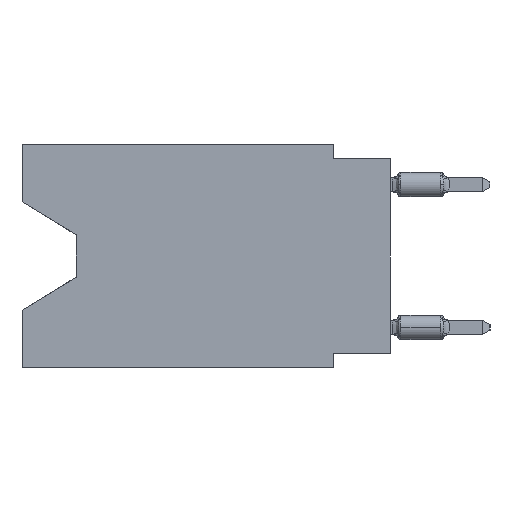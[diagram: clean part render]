
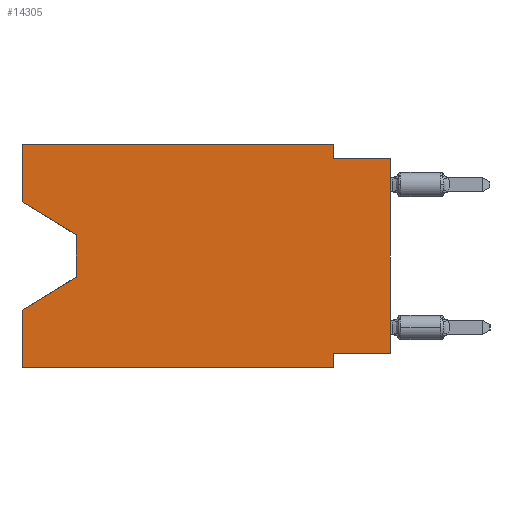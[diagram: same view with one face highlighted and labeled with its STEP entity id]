
A CAD part, left-side view. The second image highlights one B-rep face of the part: STEP entity #14305.
In plain terms, the highlighted planar face has unit normal (-1, 0, 0).
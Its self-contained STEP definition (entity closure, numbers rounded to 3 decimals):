
#75 = ORIENTED_EDGE ( 'NONE', *, *, #20636, .T. ) ;
#747 = LINE ( 'NONE', #6143, #11712 ) ;
#773 = VECTOR ( 'NONE', #4803, 1000. ) ;
#1010 = CARTESIAN_POINT ( 'NONE',  ( 0., 13.97, -5.893 ) ) ;
#1405 = VECTOR ( 'NONE', #17339, 1000. ) ;
#1736 = VERTEX_POINT ( 'NONE', #3475 ) ;
#1767 = DIRECTION ( 'NONE',  ( 0., 0., 1. ) ) ;
#1817 = LINE ( 'NONE', #5037, #20536 ) ;
#2196 = VERTEX_POINT ( 'NONE', #21349 ) ;
#3173 = ORIENTED_EDGE ( 'NONE', *, *, #6338, .F. ) ;
#3283 = LINE ( 'NONE', #10293, #1405 ) ;
#3391 = CARTESIAN_POINT ( 'NONE',  ( 0., 16.383, 0. ) ) ;
#3475 = CARTESIAN_POINT ( 'NONE',  ( 0., 16.383, -2.546 ) ) ;
#3653 = VECTOR ( 'NONE', #15234, 1000. ) ;
#3680 = VERTEX_POINT ( 'NONE', #16709 ) ;
#3858 = EDGE_CURVE ( 'NONE', #22608, #17191, #1817, .T. ) ;
#3913 = AXIS2_PLACEMENT_3D ( 'NONE', #3956, #9352, #16400 ) ;
#3956 = CARTESIAN_POINT ( 'NONE',  ( 0., 16.383, 0. ) ) ;
#4087 = DIRECTION ( 'NONE',  ( 0., -0.855, -0.519 ) ) ;
#4251 = VECTOR ( 'NONE', #11256, 1000. ) ;
#4300 = CARTESIAN_POINT ( 'NONE',  ( 0., 0., -9.271 ) ) ;
#4320 = ORIENTED_EDGE ( 'NONE', *, *, #10093, .T. ) ;
#4803 = DIRECTION ( 'NONE',  ( 0., -1., 0. ) ) ;
#5037 = CARTESIAN_POINT ( 'NONE',  ( 0., 0., -9.271 ) ) ;
#5104 = CARTESIAN_POINT ( 'NONE',  ( 0., 2.54, -0.635 ) ) ;
#5816 = CARTESIAN_POINT ( 'NONE',  ( 0., 13.97, -5.893 ) ) ;
#5914 = ORIENTED_EDGE ( 'NONE', *, *, #20146, .F. ) ;
#6143 = CARTESIAN_POINT ( 'NONE',  ( 0., 16.383, -2.546 ) ) ;
#6338 = EDGE_CURVE ( 'NONE', #1736, #3680, #21894, .T. ) ;
#6913 = ORIENTED_EDGE ( 'NONE', *, *, #17119, .T. ) ;
#6948 = LINE ( 'NONE', #10392, #10155 ) ;
#7130 = ORIENTED_EDGE ( 'NONE', *, *, #13474, .T. ) ;
#7241 = VECTOR ( 'NONE', #16925, 1000. ) ;
#7477 = CARTESIAN_POINT ( 'NONE',  ( 0., 2.54, 0. ) ) ;
#7649 = CARTESIAN_POINT ( 'NONE',  ( 0., 2.54, -9.271 ) ) ;
#7676 = VECTOR ( 'NONE', #1767, 1000. ) ;
#8149 = LINE ( 'NONE', #8256, #16032 ) ;
#8256 = CARTESIAN_POINT ( 'NONE',  ( 0., 2.54, -9.906 ) ) ;
#8369 = LINE ( 'NONE', #15293, #773 ) ;
#8670 = VERTEX_POINT ( 'NONE', #5816 ) ;
#9352 = DIRECTION ( 'NONE',  ( 1., 0., 0. ) ) ;
#10093 = EDGE_CURVE ( 'NONE', #22608, #2196, #3283, .T. ) ;
#10131 = CARTESIAN_POINT ( 'NONE',  ( 0., 16.383, -9.906 ) ) ;
#10155 = VECTOR ( 'NONE', #12592, 1000. ) ;
#10293 = CARTESIAN_POINT ( 'NONE',  ( 0., 0., 0. ) ) ;
#10392 = CARTESIAN_POINT ( 'NONE',  ( 0., 16.383, 0. ) ) ;
#10602 = CARTESIAN_POINT ( 'NONE',  ( 0., 2.54, -9.906 ) ) ;
#10756 = DIRECTION ( 'NONE',  ( 0., 0., 1. ) ) ;
#10766 = VERTEX_POINT ( 'NONE', #11841 ) ;
#10848 = ORIENTED_EDGE ( 'NONE', *, *, #13520, .F. ) ;
#11195 = FACE_OUTER_BOUND ( 'NONE', #18616, .T. ) ;
#11214 = VECTOR ( 'NONE', #10756, 1000. ) ;
#11256 = DIRECTION ( 'NONE',  ( 0., 0., -1. ) ) ;
#11563 = ORIENTED_EDGE ( 'NONE', *, *, #13765, .F. ) ;
#11592 = VERTEX_POINT ( 'NONE', #10602 ) ;
#11712 = VECTOR ( 'NONE', #4087, 1000. ) ;
#11841 = CARTESIAN_POINT ( 'NONE',  ( 0., 16.383, -7.36 ) ) ;
#11873 = LINE ( 'NONE', #10131, #3653 ) ;
#11996 = ORIENTED_EDGE ( 'NONE', *, *, #12271, .F. ) ;
#12271 = EDGE_CURVE ( 'NONE', #15314, #2196, #8369, .T. ) ;
#12390 = CARTESIAN_POINT ( 'NONE',  ( 0., 2.54, 0. ) ) ;
#12489 = CARTESIAN_POINT ( 'NONE',  ( 0., 16.383, 0. ) ) ;
#12511 = DIRECTION ( 'NONE',  ( 0., 0., -1. ) ) ;
#12592 = DIRECTION ( 'NONE',  ( 0., -1., 0. ) ) ;
#13437 = ORIENTED_EDGE ( 'NONE', *, *, #18747, .T. ) ;
#13467 = ORIENTED_EDGE ( 'NONE', *, *, #22570, .F. ) ;
#13474 = EDGE_CURVE ( 'NONE', #21345, #8670, #18084, .T. ) ;
#13520 = EDGE_CURVE ( 'NONE', #17191, #11592, #8149, .T. ) ;
#13765 = EDGE_CURVE ( 'NONE', #17362, #15314, #17711, .T. ) ;
#14041 = DIRECTION ( 'NONE',  ( 0., 1., 0. ) ) ;
#14305 = ADVANCED_FACE ( 'NONE', ( #11195 ), #19766, .F. ) ;
#14441 = CARTESIAN_POINT ( 'NONE',  ( 0., 13.97, -4.013 ) ) ;
#15138 = VERTEX_POINT ( 'NONE', #20514 ) ;
#15234 = DIRECTION ( 'NONE',  ( 0., -1., 0. ) ) ;
#15293 = CARTESIAN_POINT ( 'NONE',  ( 0., 0., -0.635 ) ) ;
#15314 = VERTEX_POINT ( 'NONE', #5104 ) ;
#16032 = VECTOR ( 'NONE', #20629, 1000. ) ;
#16400 = DIRECTION ( 'NONE',  ( 0., 0., -1. ) ) ;
#16575 = CARTESIAN_POINT ( 'NONE',  ( 0., 13.97, -4.013 ) ) ;
#16709 = CARTESIAN_POINT ( 'NONE',  ( 0., 16.383, 0. ) ) ;
#16925 = DIRECTION ( 'NONE',  ( 0., 0.855, -0.519 ) ) ;
#17119 = EDGE_CURVE ( 'NONE', #1736, #21345, #747, .T. ) ;
#17191 = VERTEX_POINT ( 'NONE', #7649 ) ;
#17339 = DIRECTION ( 'NONE',  ( 0., 0., 1. ) ) ;
#17362 = VERTEX_POINT ( 'NONE', #7477 ) ;
#17711 = LINE ( 'NONE', #12390, #20104 ) ;
#18084 = LINE ( 'NONE', #16575, #4251 ) ;
#18308 = LINE ( 'NONE', #1010, #7241 ) ;
#18616 = EDGE_LOOP ( 'NONE', ( #6913, #7130, #75, #13467, #13437, #10848, #22315, #4320, #11996, #11563, #5914, #3173 ) ) ;
#18747 = EDGE_CURVE ( 'NONE', #15138, #11592, #11873, .T. ) ;
#19766 = PLANE ( 'NONE',  #3913 ) ;
#19774 = LINE ( 'NONE', #12489, #7676 ) ;
#20104 = VECTOR ( 'NONE', #12511, 1000. ) ;
#20146 = EDGE_CURVE ( 'NONE', #3680, #17362, #6948, .T. ) ;
#20514 = CARTESIAN_POINT ( 'NONE',  ( 0., 16.383, -9.906 ) ) ;
#20536 = VECTOR ( 'NONE', #14041, 1000. ) ;
#20629 = DIRECTION ( 'NONE',  ( 0., 0., -1. ) ) ;
#20636 = EDGE_CURVE ( 'NONE', #8670, #10766, #18308, .T. ) ;
#21345 = VERTEX_POINT ( 'NONE', #14441 ) ;
#21349 = CARTESIAN_POINT ( 'NONE',  ( 0., 0., -0.635 ) ) ;
#21894 = LINE ( 'NONE', #3391, #11214 ) ;
#22315 = ORIENTED_EDGE ( 'NONE', *, *, #3858, .F. ) ;
#22570 = EDGE_CURVE ( 'NONE', #15138, #10766, #19774, .T. ) ;
#22608 = VERTEX_POINT ( 'NONE', #4300 ) ;
